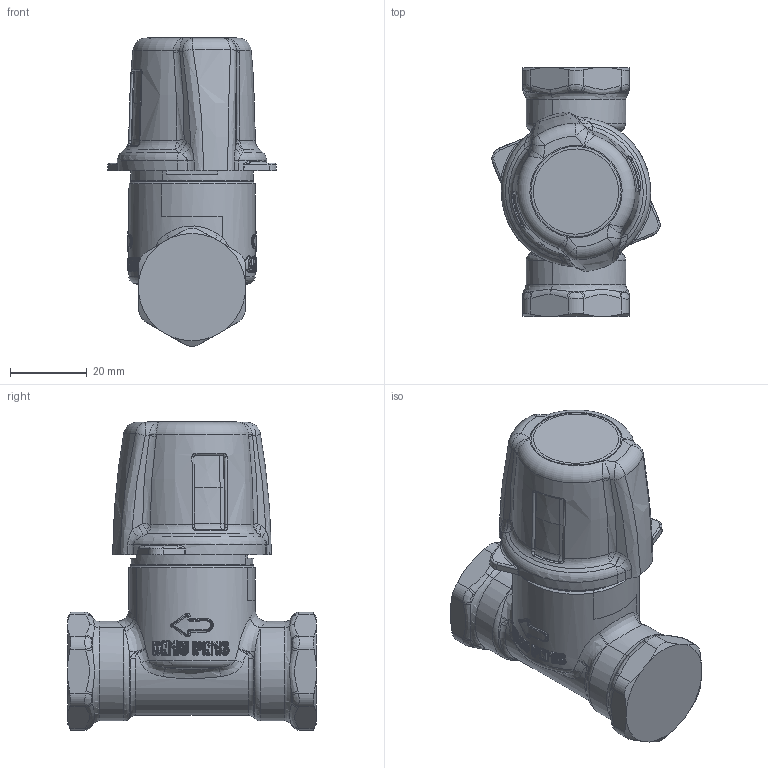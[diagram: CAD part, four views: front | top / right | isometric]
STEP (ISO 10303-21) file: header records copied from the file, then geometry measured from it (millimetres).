
FILE_DESCRIPTION(('CATIA V5 STEP Exchange','CAx-IF Rec.Pracs.--- Model Styling and Organization---1.5--- 2016-08-15','CAx-IF Rec.Pracs.---Supplemental Geometry---1.0---2011-11-01','CAx-IF Rec.Pracs.--- Composite Materials ---3.4---2017-06-13','CAx-IF Rec.Pracs.---Tessellated 3D Geometry---1.0---2015-12-17'),'2;1');
FILE_NAME('STEP_142345_-_TST.stp','2025-05-06T12:20:38+00:00',('none'),('none'),'CATIA Version 5-6 Release 2020 SP5','CATIA V5 STEP AP242 v2','none');
FILE_SCHEMA(('AP242_MANAGED_MODEL_BASED_3D_ENGINEERING_MIM_LF {1 0 10303 442 1 1 4}'));
Products named in the file (1): 142345 - TST
Bounding box: 43.98 x 65 x 80.57 mm (x, y, z)
Volume: 84637.7 mm3; surface area: 13685 mm2
Topology: 1 solids, 1 shells, 1354 faces, 3176 edges, 1696 vertices
Faces by surface type: bspline 894, cylinder 170, sphere 107, plane 83, torus 50, cone 46, revolution 4
Entity records: 84002 total; most frequent: CARTESIAN_POINT 60970, ORIENTED_EDGE 6068, EDGE_CURVE 3034, B_SPLINE_CURVE_WITH_KNOTS 2361, VERTEX_POINT 1696, DIRECTION 1413, EDGE_LOOP 1368, ADVANCED_FACE 1354
